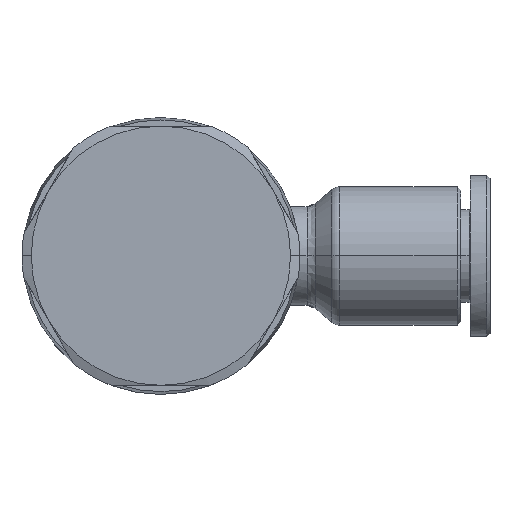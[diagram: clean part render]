
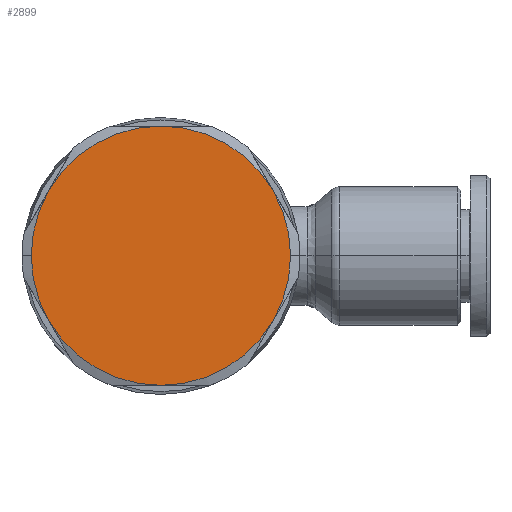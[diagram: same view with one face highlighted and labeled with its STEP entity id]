
A CAD part, top view. The second image highlights one B-rep face of the part: STEP entity #2899.
In plain terms, the highlighted planar face has unit normal (0, 0, 1).
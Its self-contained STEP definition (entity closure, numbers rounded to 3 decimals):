
#1828=CARTESIAN_POINT('',(14.2,0.,14.5));
#1829=VERTEX_POINT('',#1828);
#1836=CARTESIAN_POINT('',(12.793,-5.25,14.5));
#1837=VERTEX_POINT('',#1836);
#1838=CARTESIAN_POINT('',(3.7,0.,14.5));
#1839=DIRECTION('',(0.0,0.0,1.0));
#1840=DIRECTION('',(-1.0,0.0,0.0));
#1841=AXIS2_PLACEMENT_3D('',#1838,#1839,#1840);
#1842=CIRCLE('',#1841,10.5);
#1843=EDGE_CURVE('',#1837,#1829,#1842,.T.);
#1867=CARTESIAN_POINT('',(-6.8,0.,14.5));
#1868=VERTEX_POINT('',#1867);
#1876=CARTESIAN_POINT('',(-5.393,-5.25,14.5));
#1877=VERTEX_POINT('',#1876);
#1891=CARTESIAN_POINT('',(3.7,0.,14.5));
#1892=DIRECTION('',(0.0,0.0,1.0));
#1893=DIRECTION('',(-1.0,0.0,0.0));
#1894=AXIS2_PLACEMENT_3D('',#1891,#1892,#1893);
#1895=CIRCLE('',#1894,10.5);
#1896=EDGE_CURVE('',#1868,#1877,#1895,.T.);
#2231=CARTESIAN_POINT('',(-5.393,5.25,14.5));
#2232=VERTEX_POINT('',#2231);
#2233=CARTESIAN_POINT('',(3.7,0.,14.5));
#2234=DIRECTION('',(0.0,0.0,1.0));
#2235=DIRECTION('',(-1.0,0.0,0.0));
#2236=AXIS2_PLACEMENT_3D('',#2233,#2234,#2235);
#2237=CIRCLE('',#2236,10.5);
#2238=EDGE_CURVE('',#2232,#1868,#2237,.T.);
#2272=CARTESIAN_POINT('',(3.7,10.5,14.5));
#2273=VERTEX_POINT('',#2272);
#2309=CARTESIAN_POINT('',(3.7,0.,14.5));
#2310=DIRECTION('',(0.0,0.0,1.0));
#2311=DIRECTION('',(-1.0,0.0,0.0));
#2312=AXIS2_PLACEMENT_3D('',#2309,#2310,#2311);
#2313=CIRCLE('',#2312,10.5);
#2314=EDGE_CURVE('',#2273,#2232,#2313,.T.);
#2339=CARTESIAN_POINT('',(12.793,5.25,14.5));
#2340=VERTEX_POINT('',#2339);
#2341=CARTESIAN_POINT('',(3.7,0.,14.5));
#2342=DIRECTION('',(0.0,0.0,1.0));
#2343=DIRECTION('',(-1.0,0.0,0.0));
#2344=AXIS2_PLACEMENT_3D('',#2341,#2342,#2343);
#2345=CIRCLE('',#2344,10.5);
#2346=EDGE_CURVE('',#2340,#2273,#2345,.T.);
#2401=CARTESIAN_POINT('',(3.7,0.,14.5));
#2402=DIRECTION('',(0.0,0.0,1.0));
#2403=DIRECTION('',(-1.0,0.0,0.0));
#2404=AXIS2_PLACEMENT_3D('',#2401,#2402,#2403);
#2405=CIRCLE('',#2404,10.5);
#2406=EDGE_CURVE('',#1829,#2340,#2405,.T.);
#2431=CARTESIAN_POINT('',(3.7,-10.5,14.5));
#2432=VERTEX_POINT('',#2431);
#2433=CARTESIAN_POINT('',(3.7,0.,14.5));
#2434=DIRECTION('',(0.0,0.0,1.0));
#2435=DIRECTION('',(-1.0,0.0,0.0));
#2436=AXIS2_PLACEMENT_3D('',#2433,#2434,#2435);
#2437=CIRCLE('',#2436,10.5);
#2438=EDGE_CURVE('',#2432,#1837,#2437,.T.);
#2485=CARTESIAN_POINT('',(3.7,0.,14.5));
#2486=DIRECTION('',(0.0,0.0,1.0));
#2487=DIRECTION('',(-1.0,0.0,0.0));
#2488=AXIS2_PLACEMENT_3D('',#2485,#2486,#2487);
#2489=CIRCLE('',#2488,10.5);
#2490=EDGE_CURVE('',#1877,#2432,#2489,.T.);
#2884=CARTESIAN_POINT('',(3.7,0.,14.5));
#2885=DIRECTION('',(0.0,0.0,1.0));
#2886=DIRECTION('',(-1.0,0.0,0.0));
#2887=AXIS2_PLACEMENT_3D('',#2884,#2885,#2886);
#2888=PLANE('',#2887);
#2889=ORIENTED_EDGE('',*,*,#2490,.T.);
#2890=ORIENTED_EDGE('',*,*,#2438,.T.);
#2891=ORIENTED_EDGE('',*,*,#1843,.T.);
#2892=ORIENTED_EDGE('',*,*,#2406,.T.);
#2893=ORIENTED_EDGE('',*,*,#2346,.T.);
#2894=ORIENTED_EDGE('',*,*,#2314,.T.);
#2895=ORIENTED_EDGE('',*,*,#2238,.T.);
#2896=ORIENTED_EDGE('',*,*,#1896,.T.);
#2897=EDGE_LOOP('',(#2889,#2890,#2891,#2892,#2893,#2894,#2895,#2896));
#2898=FACE_OUTER_BOUND('',#2897,.T.);
#2899=ADVANCED_FACE('',(#2898),#2888,.T.);
